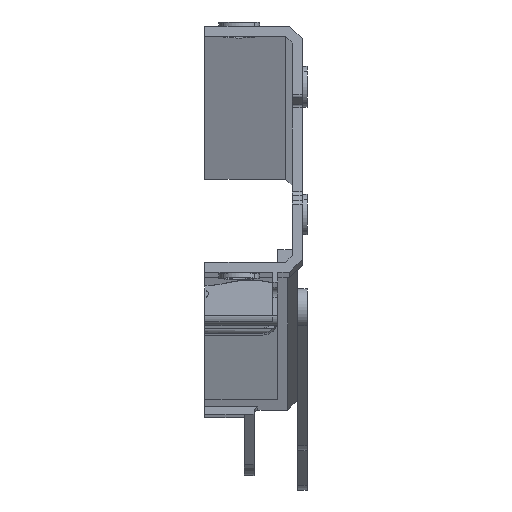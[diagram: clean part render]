
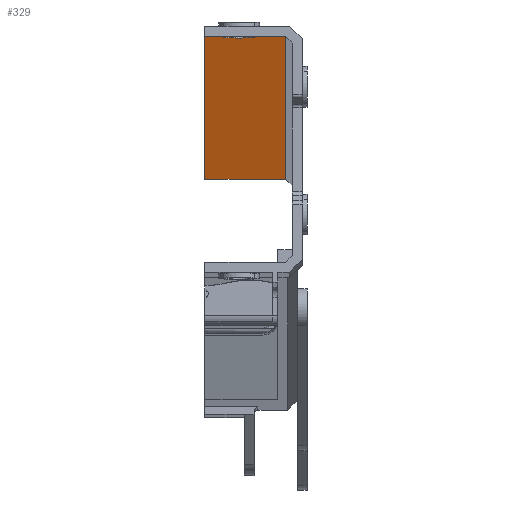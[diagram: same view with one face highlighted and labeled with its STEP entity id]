
A CAD part, front view. The second image highlights one B-rep face of the part: STEP entity #329.
In plain terms, the highlighted planar face has unit normal (0, -0.035, -0.999).
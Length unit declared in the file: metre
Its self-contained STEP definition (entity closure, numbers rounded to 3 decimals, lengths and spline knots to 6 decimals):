
#329 = ADVANCED_FACE( '', ( #803, #804 ), #805, .T. );
#803 = FACE_OUTER_BOUND( '', #1436, .T. );
#804 = FACE_BOUND( '', #1437, .T. );
#805 = PLANE( '', #1438 );
#1436 = EDGE_LOOP( '', ( #2383, #2384, #2385, #2386 ) );
#1437 = EDGE_LOOP( '', ( #2387 ) );
#1438 = AXIS2_PLACEMENT_3D( '', #2388, #2389, #2390 );
#2383 = ORIENTED_EDGE( '', *, *, #3764, .F. );
#2384 = ORIENTED_EDGE( '', *, *, #4013, .F. );
#2385 = ORIENTED_EDGE( '', *, *, #4014, .F. );
#2386 = ORIENTED_EDGE( '', *, *, #4015, .T. );
#2387 = ORIENTED_EDGE( '', *, *, #4016, .F. );
#2388 = CARTESIAN_POINT( '', ( 0., -2.112361, 2.014951 ) );
#2389 = DIRECTION( '', ( 0., -0.035, -0.999 ) );
#2390 = DIRECTION( '', ( 0., 0.999, -0.035 ) );
#3764 = EDGE_CURVE( '', #4522, #4516, #4524, .T. );
#4013 = EDGE_CURVE( '', #4942, #4522, #4943, .T. );
#4014 = EDGE_CURVE( '', #4944, #4942, #4945, .F. );
#4015 = EDGE_CURVE( '', #4944, #4516, #4946, .T. );
#4016 = EDGE_CURVE( '', #4947, #4947, #4948, .T. );
#4516 = VERTEX_POINT( '', #5621 );
#4522 = VERTEX_POINT( '', #5630 );
#4524 = LINE( '', #5633, #5634 );
#4942 = VERTEX_POINT( '', #6240 );
#4943 = LINE( '', #6241, #6242 );
#4944 = VERTEX_POINT( '', #6243 );
#4945 = LINE( '', #6244, #6245 );
#4946 = LINE( '', #6246, #6247 );
#4947 = VERTEX_POINT( '', #6248 );
#4948 = CIRCLE( '', #6249, 0.02 );
#5621 = CARTESIAN_POINT( '', ( 0., -2.315434, 2.022083 ) );
#5630 = CARTESIAN_POINT( '', ( 0., 2.938673, 1.837564 ) );
#5633 = CARTESIAN_POINT( '', ( 0., -2.112361, 2.014951 ) );
#5634 = VECTOR( '', #7080, 1. );
#6240 = CARTESIAN_POINT( '', ( 0.104068, 2.938673, 1.837564 ) );
#6241 = CARTESIAN_POINT( '', ( 0., 2.938673, 1.837564 ) );
#6242 = VECTOR( '', #7388, 1. );
#6243 = CARTESIAN_POINT( '', ( 0.104068, -2.315434, 2.022083 ) );
#6244 = CARTESIAN_POINT( '', ( 0.104068, -2.112361, 2.014951 ) );
#6245 = VECTOR( '', #7389, 1. );
#6246 = CARTESIAN_POINT( '', ( 0., -2.315434, 2.022083 ) );
#6247 = VECTOR( '', #7390, 1. );
#6248 = CARTESIAN_POINT( '', ( 0.04445, -2.244677, 2.019598 ) );
#6249 = AXIS2_PLACEMENT_3D( '', #7391, #7392, #7393 );
#7080 = DIRECTION( '', ( 0., -0.999, 0.035 ) );
#7388 = DIRECTION( '', ( -1., 0., 0. ) );
#7389 = DIRECTION( '', ( 0., -0.999, 0.035 ) );
#7390 = DIRECTION( '', ( -1., 0., 0. ) );
#7391 = CARTESIAN_POINT( '', ( 0.04445, -2.264665, 2.0203 ) );
#7392 = DIRECTION( '', ( 0., -0.035, -0.999 ) );
#7393 = DIRECTION( '', ( 0., 0.999, -0.035 ) );
